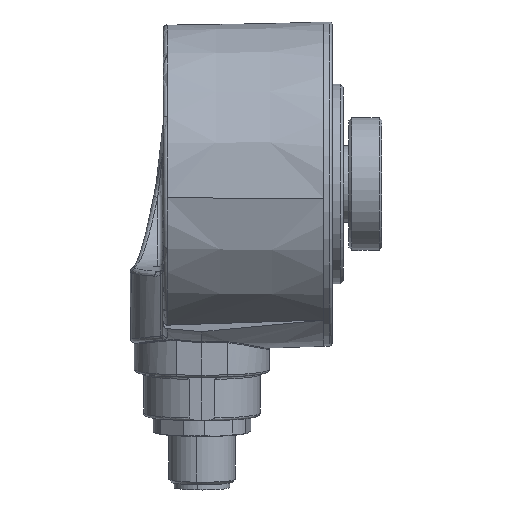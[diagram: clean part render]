
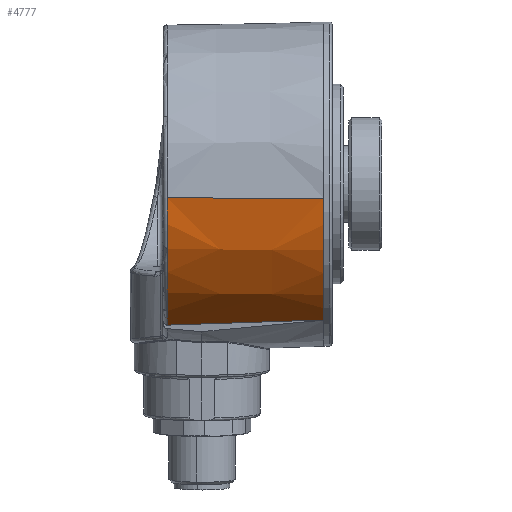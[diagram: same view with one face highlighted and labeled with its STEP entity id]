
A CAD part, left-side view. The second image highlights one B-rep face of the part: STEP entity #4777.
In plain terms, the highlighted conical face has half-angle 1 degrees and reference radius 28.672 mm.
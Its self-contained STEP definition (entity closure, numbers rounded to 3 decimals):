
#193 = CARTESIAN_POINT ( 'NONE',  ( -28.563, 36.585, -2.499 ) ) ;
#410 = EDGE_CURVE ( 'NONE', #3941, #7790, #5426, .T. ) ;
#727 = CARTESIAN_POINT ( 'NONE',  ( -27.476, 3.5, -10.092 ) ) ;
#741 = ORIENTED_EDGE ( 'NONE', *, *, #2469, .T. ) ;
#796 = ORIENTED_EDGE ( 'NONE', *, *, #7073, .F. ) ;
#957 = CARTESIAN_POINT ( 'NONE',  ( -15.922, 3.5, -24.537 ) ) ;
#968 = CARTESIAN_POINT ( 'NONE',  ( -29.139, 3.5, -2.549 ) ) ;
#1733 = ORIENTED_EDGE ( 'NONE', *, *, #6721, .F. ) ;
#1911 = AXIS2_PLACEMENT_3D ( 'NONE', #9485, #7347, #8032 ) ;
#2375 = DIRECTION ( 'NONE',  ( 0., -1., 0. ) ) ;
#2469 = EDGE_CURVE ( 'NONE', #7790, #7076, #3375, .T. ) ;
#2910 = CARTESIAN_POINT ( 'NONE',  ( -24.499, 3.5, -16.019 ) ) ;
#3375 = B_SPLINE_CURVE_WITH_KNOTS ( 'NONE', 3,
 ( #3933, #6253, #4030, #6982 ),
 .UNSPECIFIED., .F., .F.,
 ( 4, 4 ),
 ( 0., 1. ),
 .UNSPECIFIED. ) ;
#3634 = CARTESIAN_POINT ( 'NONE',  ( -26.156, 3.5, -13.139 ) ) ;
#3772 = EDGE_LOOP ( 'NONE', ( #1733, #6346, #741, #796 ) ) ;
#3933 = CARTESIAN_POINT ( 'NONE',  ( -13.363, 31.714, -25.464 ) ) ;
#3941 = VERTEX_POINT ( 'NONE', #4002 ) ;
#4002 = CARTESIAN_POINT ( 'NONE',  ( -28.648, 31.714, -2.506 ) ) ;
#4023 = LINE ( 'NONE', #193, #5750 ) ;
#4030 = CARTESIAN_POINT ( 'NONE',  ( -15.139, 12.088, -24.866 ) ) ;
#4349 = CARTESIAN_POINT ( 'NONE',  ( -28.442, 3.5, -6.917 ) ) ;
#4777 = ADVANCED_FACE ( 'NONE', ( #7885 ), #4849, .T. ) ;
#4849 = CONICAL_SURFACE ( 'NONE', #1911, 28.673, 0.017 ) ;
#5133 = CARTESIAN_POINT ( 'NONE',  ( -28.16, 3.5, -7.989 ) ) ;
#5226 = CARTESIAN_POINT ( 'NONE',  ( -29.139, 3.5, -2.549 ) ) ;
#5426 = CIRCLE ( 'NONE', #7277, 28.758 ) ;
#5750 = VECTOR ( 'NONE', #7750, 1000. ) ;
#5849 = CARTESIAN_POINT ( 'NONE',  ( -22.528, 3.5, -18.688 ) ) ;
#6138 = CARTESIAN_POINT ( 'NONE',  ( -17.744, 3.5, -23.279 ) ) ;
#6149 = CARTESIAN_POINT ( 'NONE',  ( 0., 31.714, 0. ) ) ;
#6253 = CARTESIAN_POINT ( 'NONE',  ( -14.286, 21.492, -25.182 ) ) ;
#6310 = CARTESIAN_POINT ( 'NONE',  ( -13.363, 31.714, -25.464 ) ) ;
#6346 = ORIENTED_EDGE ( 'NONE', *, *, #410, .T. ) ;
#6575 = CARTESIAN_POINT ( 'NONE',  ( -25.64, 3.5, -14.12 ) ) ;
#6623 = CARTESIAN_POINT ( 'NONE',  ( -20.268, 3.5, -21.119 ) ) ;
#6721 = EDGE_CURVE ( 'NONE', #3941, #6881, #4023, .T. ) ;
#6881 = VERTEX_POINT ( 'NONE', #968 ) ;
#6982 = CARTESIAN_POINT ( 'NONE',  ( -15.922, 3.5, -24.537 ) ) ;
#7073 = EDGE_CURVE ( 'NONE', #6881, #7076, #7571, .T. ) ;
#7076 = VERTEX_POINT ( 'NONE', #957 ) ;
#7277 = AXIS2_PLACEMENT_3D ( 'NONE', #6149, #2375, #9103 ) ;
#7307 = CARTESIAN_POINT ( 'NONE',  ( -27.073, 3.5, -11.127 ) ) ;
#7347 = DIRECTION ( 'NONE',  ( 0., -1., 0. ) ) ;
#7353 = CARTESIAN_POINT ( 'NONE',  ( -23.877, 3.5, -16.932 ) ) ;
#7571 = B_SPLINE_CURVE_WITH_KNOTS ( 'NONE', 3,
 ( #5226, #8180, #8040, #4349, #5133, #727, #7307, #3634, #6575, #2910, #7353, #5849, #8089, #6623, #9587, #6138, #7642, #9094 ),
 .UNSPECIFIED., .F., .F.,
 ( 4, 2, 2, 2, 2, 2, 2, 2, 4 ),
 ( 0.817, 0.84, 0.863, 0.886, 0.908, 0.931, 0.954, 0.977, 1. ),
 .UNSPECIFIED. ) ;
#7642 = CARTESIAN_POINT ( 'NONE',  ( -16.852, 3.5, -23.933 ) ) ;
#7750 = DIRECTION ( 'NONE',  ( -0.017, -1., -0.002 ) ) ;
#7790 = VERTEX_POINT ( 'NONE', #6310 ) ;
#7885 = FACE_OUTER_BOUND ( 'NONE', #3772, .T. ) ;
#8032 = DIRECTION ( 'NONE',  ( 0.996, 0., 0.087 ) ) ;
#8040 = CARTESIAN_POINT ( 'NONE',  ( -28.884, 3.5, -4.746 ) ) ;
#8089 = CARTESIAN_POINT ( 'NONE',  ( -21.804, 3.5, -19.529 ) ) ;
#8180 = CARTESIAN_POINT ( 'NONE',  ( -29.042, 3.5, -3.652 ) ) ;
#9094 = CARTESIAN_POINT ( 'NONE',  ( -15.922, 3.5, -24.537 ) ) ;
#9103 = DIRECTION ( 'NONE',  ( -0.087, 0., 0.996 ) ) ;
#9485 = CARTESIAN_POINT ( 'NONE',  ( 0., 36.585, 0. ) ) ;
#9587 = CARTESIAN_POINT ( 'NONE',  ( -19.452, 3.5, -21.873 ) ) ;
